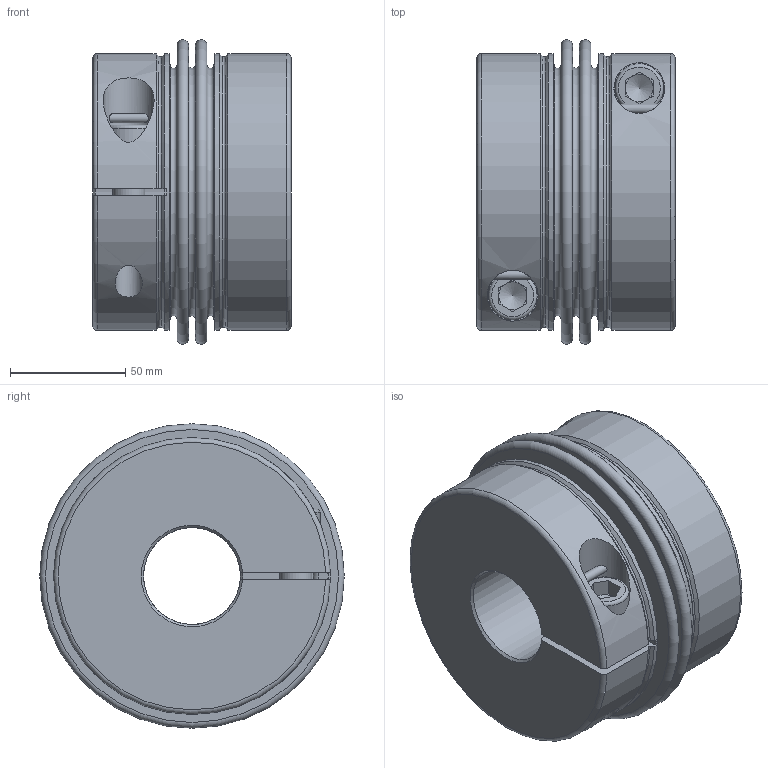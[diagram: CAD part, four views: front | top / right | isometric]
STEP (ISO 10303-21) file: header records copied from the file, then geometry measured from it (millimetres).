
FILE_DESCRIPTION(/* description */ ('Unknown'),/* implementation_level */ '2;1');
FILE_NAME(/* name */ 'KG 900 - 2W',/* time_stamp */ '2020-06-24T11:29:06+02:00',/* author */ ('Unknown'),/* organization */ ('Unknown'),/* preprocessor_version */ 'ST-DEVELOPER v16.7',/* originating_system */ 'DEX',/* authorisation */ $);
FILE_SCHEMA (('AUTOMOTIVE_DESIGN {1 0 10303 214 3 1 1}'));
Length unit declared in the file: millimetre
Products named in the file (1): KG 900 - 2W
Bounding box: 85.87 x 132 x 132 mm (x, y, z)
Volume: 638994.6 mm3; surface area: 139024.8 mm2
Topology: 1 solids, 1 shells, 100 faces, 229 edges, 147 vertices
Faces by surface type: plane 50, cylinder 20, torus 16, cone 14
Full cylindrical faces by diameter (mm): 11.835 x2, 14 x2, 15 x2, 21 x2, 22 x2, 118 x2, 120 x2
Entity records: 2962 total; most frequent: CARTESIAN_POINT 841, DIRECTION 442, ORIENTED_EDGE 368, EDGE_CURVE 184, AXIS2_PLACEMENT_3D 181, FACE_BOUND 156, EDGE_LOOP 154, VERTEX_POINT 136
